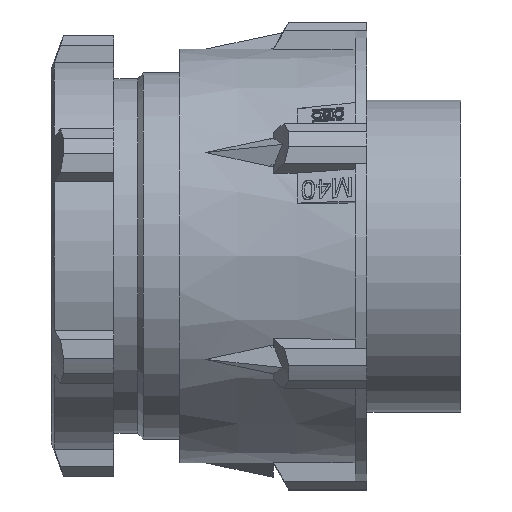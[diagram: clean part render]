
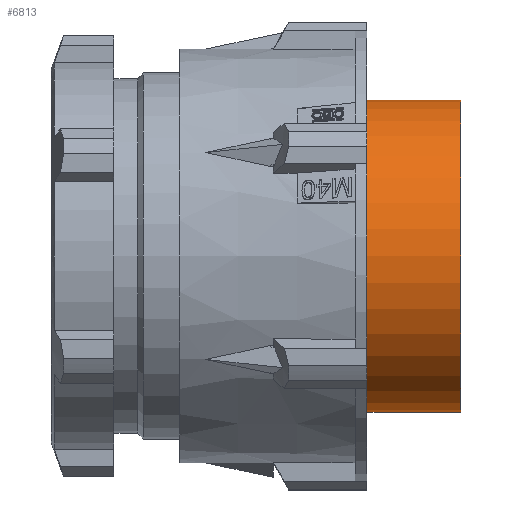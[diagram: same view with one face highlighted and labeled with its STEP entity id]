
A CAD part, left-side view. The second image highlights one B-rep face of the part: STEP entity #6813.
In plain terms, the highlighted cylindrical face has radius 20 mm (diameter 40 mm), a partial arc.
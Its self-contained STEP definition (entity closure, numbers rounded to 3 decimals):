
#2545=DIRECTION('',(0.,-1.,0.));
#2546=VECTOR('',#2545,12.);
#2547=CARTESIAN_POINT('',(0.,12.,20.));
#2548=LINE('',#2547,#2546);
#2549=CARTESIAN_POINT('',(0.,0.,0.));
#2550=DIRECTION('',(0.,-1.,0.));
#2551=DIRECTION('',(0.,0.,1.));
#2552=AXIS2_PLACEMENT_3D('',#2549,#2550,#2551);
#2554=DIRECTION('',(0.,1.,0.));
#2555=VECTOR('',#2554,12.);
#2556=CARTESIAN_POINT('',(0.,0.,-20.));
#2557=LINE('',#2556,#2555);
#2558=CARTESIAN_POINT('',(0.,12.,0.));
#2559=DIRECTION('',(0.,1.,0.));
#2560=DIRECTION('',(0.,0.,-1.));
#2561=AXIS2_PLACEMENT_3D('',#2558,#2559,#2560);
#5997=CARTESIAN_POINT('',(0.,12.,-20.));
#5998=CARTESIAN_POINT('',(0.,12.,20.));
#5999=VERTEX_POINT('',#5997);
#6000=VERTEX_POINT('',#5998);
#6005=CARTESIAN_POINT('',(0.,0.,-20.));
#6006=CARTESIAN_POINT('',(0.,0.,20.));
#6007=VERTEX_POINT('',#6005);
#6008=VERTEX_POINT('',#6006);
#6801=CARTESIAN_POINT('',(0.,0.,0.));
#6802=DIRECTION('',(0.,-1.,0.));
#6803=DIRECTION('',(0.,0.,-1.));
#6804=AXIS2_PLACEMENT_3D('',#6801,#6802,#6803);
#6805=CYLINDRICAL_SURFACE('',#6804,20.);
#6806=ORIENTED_EDGE('',*,*,#6795,.T.);
#6808=ORIENTED_EDGE('',*,*,#6807,.T.);
#6809=ORIENTED_EDGE('',*,*,#6791,.T.);
#6810=ORIENTED_EDGE('',*,*,#6781,.T.);
#6811=EDGE_LOOP('',(#6806,#6808,#6809,#6810));
#6812=FACE_OUTER_BOUND('',#6811,.F.);
#6813=ADVANCED_FACE('',(#6812),#6805,.T.);
#2553=CIRCLE('',#2552,20.);
#2562=CIRCLE('',#2561,20.);
#6781=EDGE_CURVE('',#5999,#6000,#2562,.T.);
#6791=EDGE_CURVE('',#6007,#5999,#2557,.T.);
#6795=EDGE_CURVE('',#6000,#6008,#2548,.T.);
#6807=EDGE_CURVE('',#6008,#6007,#2553,.T.);
